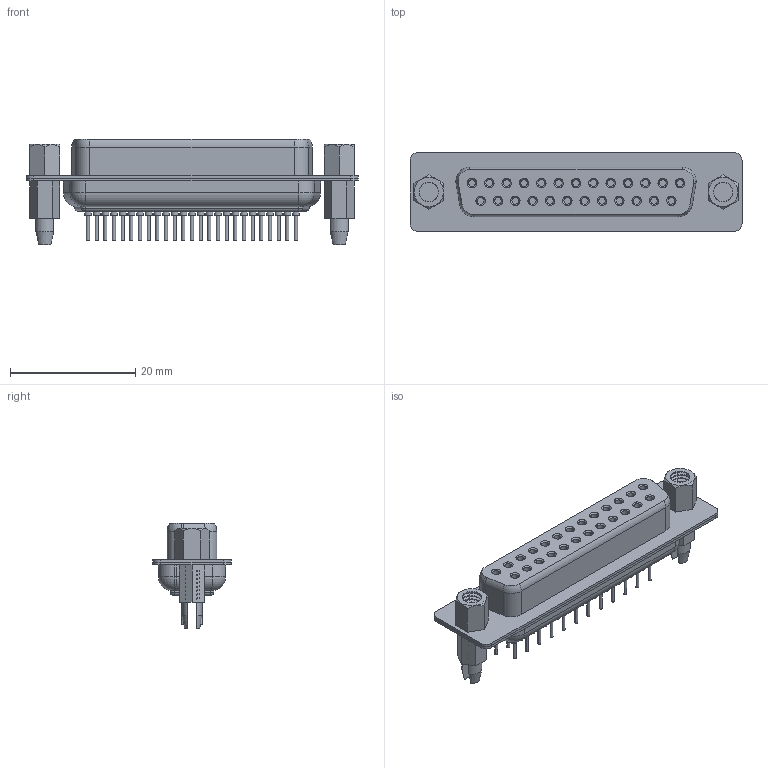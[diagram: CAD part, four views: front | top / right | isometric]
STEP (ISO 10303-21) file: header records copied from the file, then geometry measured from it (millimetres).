
FILE_DESCRIPTION(('CATIA V5 STEP Exchange','CAx-IF Rec.Pracs.--- Model Styling and Organization---1.4--- 2014-01-23'),'2;1');
FILE_NAME ('1171944-2_0', '2020-12-09T14:30:50+00:00', ('none'), ('Weidmueller'), 'CATIA Version 5-6 Release 2016 SP3 HF44', 'CATIA V5 STEP AP214', 'none');
FILE_SCHEMA(('AUTOMOTIVE_DESIGN { 1 0 10303 214 1 1 1 1 }'));
Products named in the file (1): 2707220000
Bounding box: 53.05 x 12.55 x 16.86 mm (x, y, z)
Volume: 4246.8 mm3; surface area: 8877.9 mm2
Topology: 58 solids, 58 shells, 1544 faces, 3448 edges, 2022 vertices
Faces by surface type: bspline 804, cylinder 462, plane 202, cone 58, torus 12, sphere 6
Entity records: 42862 total; most frequent: CARTESIAN_POINT 17391, ORIENTED_EDGE 6888, EDGE_CURVE 3444, DIRECTION 2867, VERTEX_POINT 2022, EDGE_LOOP 1762, ADVANCED_FACE 1544, FACE_OUTER_BOUND 1544
